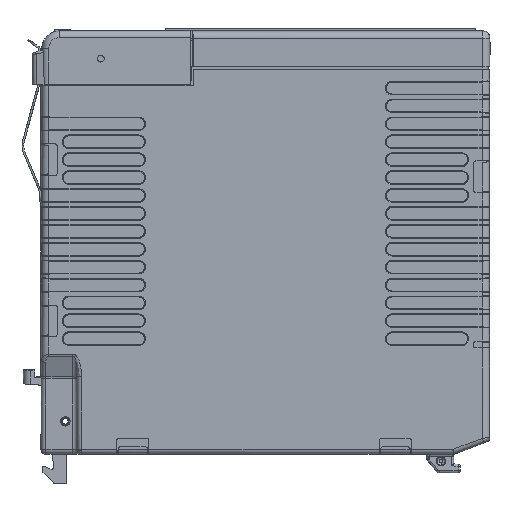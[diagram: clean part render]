
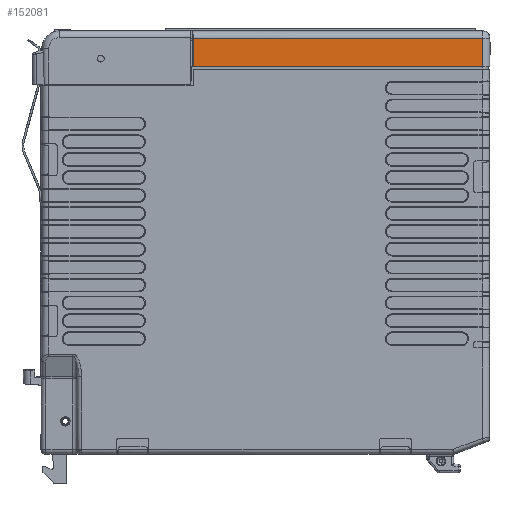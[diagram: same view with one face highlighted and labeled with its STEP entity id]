
A CAD part, left-side view. The second image highlights one B-rep face of the part: STEP entity #152081.
In plain terms, the highlighted planar face has unit normal (-1, 0, 0).
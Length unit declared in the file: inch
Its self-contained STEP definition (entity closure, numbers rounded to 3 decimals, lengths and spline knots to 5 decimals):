
#7009 = EDGE_LOOP ( 'NONE', ( #65490, #51861, #87732, #114418 ) ) ;
#7660 = CARTESIAN_POINT ( 'NONE',  ( -0.89053, -1.19414, 0.02328 ) ) ;
#9561 = EDGE_CURVE ( 'NONE', #145098, #158607, #70319, .T. ) ;
#11615 = CARTESIAN_POINT ( 'NONE',  ( -0.89053, 0.7133, 0.02328 ) ) ;
#17931 = EDGE_CURVE ( 'NONE', #91633, #145098, #84440, .T. ) ;
#19230 = EDGE_CURVE ( 'NONE', #91633, #164512, #90299, .T. ) ;
#30534 = DIRECTION ( 'NONE',  ( 0., -1., 0. ) ) ;
#40298 = EDGE_CURVE ( 'NONE', #164512, #158607, #54876, .T. ) ;
#51269 = VECTOR ( 'NONE', #30534, 39.37008 ) ;
#51861 = ORIENTED_EDGE ( 'NONE', *, *, #17931, .F. ) ;
#52549 = AXIS2_PLACEMENT_3D ( 'NONE', #135933, #55527, #96141 ) ;
#54876 = LINE ( 'NONE', #108830, #169444 ) ;
#55527 = DIRECTION ( 'NONE',  ( -1., 0., 0. ) ) ;
#65490 = ORIENTED_EDGE ( 'NONE', *, *, #9561, .F. ) ;
#68233 = CARTESIAN_POINT ( 'NONE',  ( -0.89053, -1.19414, 0.27303 ) ) ;
#70319 = LINE ( 'NONE', #124212, #51269 ) ;
#73749 = CARTESIAN_POINT ( 'NONE',  ( -0.89053, 1.35007, 1.56451 ) ) ;
#82028 = FACE_OUTER_BOUND ( 'NONE', #7009, .T. ) ;
#84440 = LINE ( 'NONE', #73749, #88732 ) ;
#87732 = ORIENTED_EDGE ( 'NONE', *, *, #19230, .T. ) ;
#88566 = DIRECTION ( 'NONE',  ( 0., -1., 0. ) ) ;
#88732 = VECTOR ( 'NONE', #155054, 39.37008 ) ;
#90299 = LINE ( 'NONE', #11615, #103135 ) ;
#91633 = VERTEX_POINT ( 'NONE', #154217 ) ;
#96141 = DIRECTION ( 'NONE',  ( 0., -1., 0. ) ) ;
#103135 = VECTOR ( 'NONE', #88566, 39.37008 ) ;
#108830 = CARTESIAN_POINT ( 'NONE',  ( -0.89053, -1.19414, -3.31964 ) ) ;
#114418 = ORIENTED_EDGE ( 'NONE', *, *, #40298, .T. ) ;
#118440 = CARTESIAN_POINT ( 'NONE',  ( -0.89053, 1.35007, 0.27303 ) ) ;
#124212 = CARTESIAN_POINT ( 'NONE',  ( -0.89053, -1.53851, 0.27303 ) ) ;
#135933 = CARTESIAN_POINT ( 'NONE',  ( -0.89053, 2.68318, -3.31964 ) ) ;
#145098 = VERTEX_POINT ( 'NONE', #118440 ) ;
#147460 = PLANE ( 'NONE',  #52549 ) ;
#152081 = ADVANCED_FACE ( 'NONE', ( #82028 ), #147460, .T. ) ;
#154217 = CARTESIAN_POINT ( 'NONE',  ( -0.89053, 1.35007, 0.02328 ) ) ;
#155054 = DIRECTION ( 'NONE',  ( 0., 0., 1. ) ) ;
#158607 = VERTEX_POINT ( 'NONE', #68233 ) ;
#162707 = DIRECTION ( 'NONE',  ( 0., 0., 1. ) ) ;
#164512 = VERTEX_POINT ( 'NONE', #7660 ) ;
#169444 = VECTOR ( 'NONE', #162707, 39.37008 ) ;
